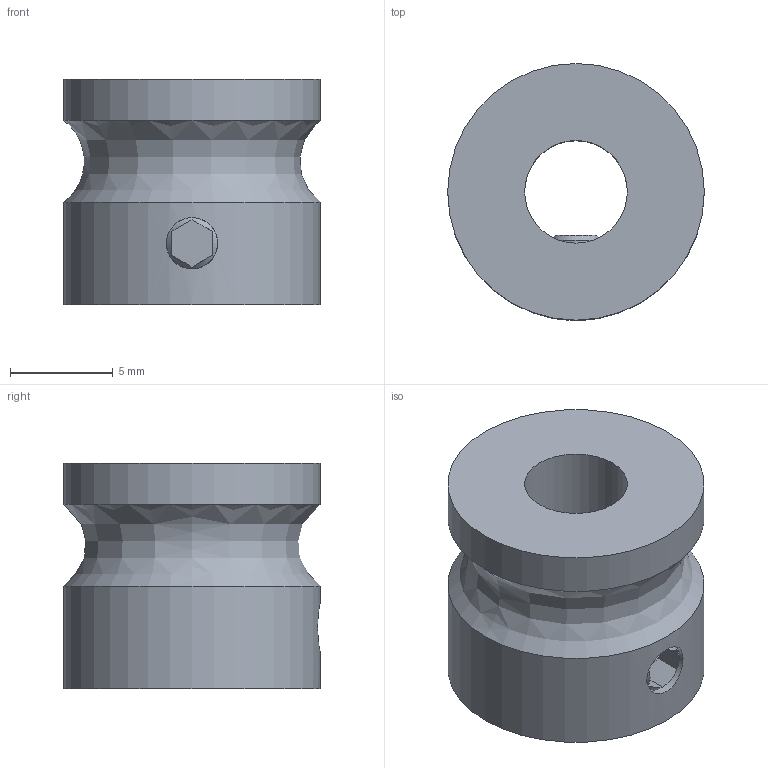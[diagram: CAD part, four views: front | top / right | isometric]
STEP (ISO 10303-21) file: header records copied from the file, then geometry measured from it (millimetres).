
FILE_DESCRIPTION(('FreeCAD Model'),'2;1');
FILE_NAME( 'extruder-drive-gear.step', '2014-11-30T17:18:35',('FreeCAD'),('FreeCAD'), 'Open CASCADE STEP processor 6.7','FreeCAD','Unknown');
FILE_SCHEMA(('AUTOMOTIVE_DESIGN_CC2 { 1 2 10303 214 -1 1 5 4 }'));
Length unit declared in the file: millimetre
Products named in the file (1): Extruder-drive-gear-with-setscrew
Bounding box: 12.5 x 12.5 x 11 mm (x, y, z)
Volume: 1024.8 mm3; surface area: 889.1 mm2
Topology: 2 solids, 2 shells, 18 faces, 43 edges, 29 vertices
Faces by surface type: plane 10, cylinder 5, cone 2, revolution 1
Full cylindrical faces by diameter (mm): 2.5 x2, 5 x1, 12.5 x2
Entity records: 1799 total; most frequent: CARTESIAN_POINT 812, DIRECTION 156, ORIENTED_EDGE 86, PCURVE 86, DEFINITIONAL_REPRESENTATION 86, LINE 68, VECTOR 68, EDGE_CURVE 43
